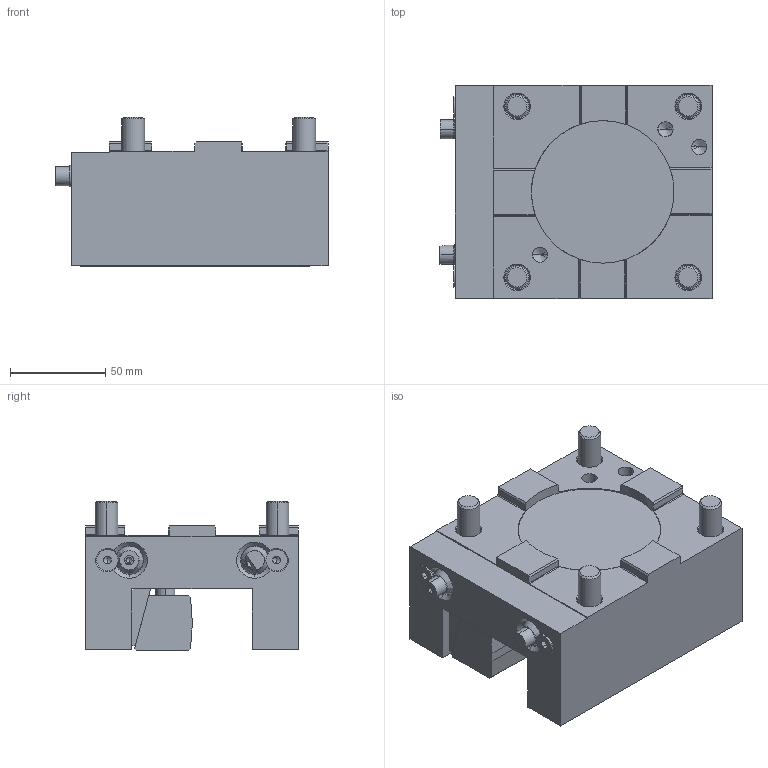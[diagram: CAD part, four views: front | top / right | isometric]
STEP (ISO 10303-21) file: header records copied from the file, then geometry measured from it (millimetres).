
FILE_DESCRIPTION (( 'STEP AP203' ), '1' );
FILE_NAME ('04-1157.STEP', '2023-11-21T16:59:32', ( '' ), ( '' ), 'SwSTEP 2.0', 'SolidWorks 2022', '' );
FILE_SCHEMA (( 'CONFIG_CONTROL_DESIGN' ));
Length unit declared in the file: inch
Products named in the file (1): 04-1157
Bounding box: 143.11 x 112 x 78.66 mm (x, y, z)
Surface area: 130362.7 mm2 (no closed solid volume)
Topology: 0 solids, 20 shells, 516 faces, 1281 edges, 768 vertices
Faces by surface type: plane 239, cylinder 139, cone 118, bspline 20
Entity records: 16123 total; most frequent: CARTESIAN_POINT 4091, DIRECTION 2548, ORIENTED_EDGE 2403, EDGE_CURVE 1231, AXIS2_PLACEMENT_3D 935, VERTEX_POINT 768, LINE 678, VECTOR 678
